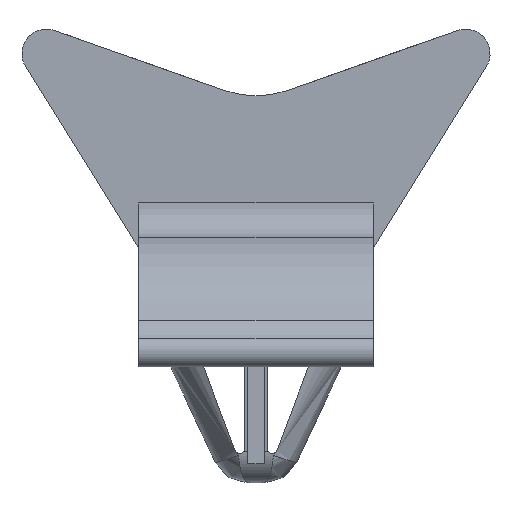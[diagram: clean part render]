
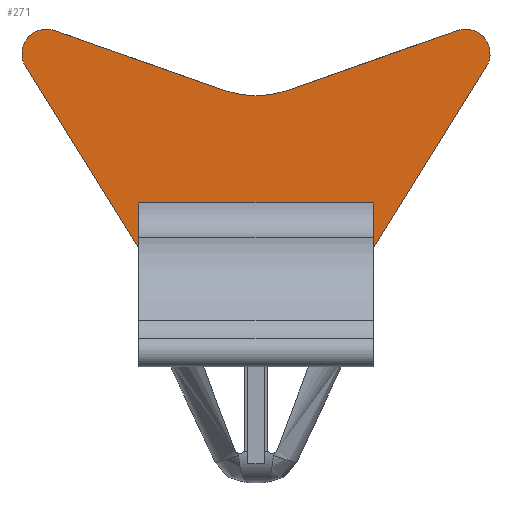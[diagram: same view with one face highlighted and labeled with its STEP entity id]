
A CAD part, front view. The second image highlights one B-rep face of the part: STEP entity #271.
In plain terms, the highlighted planar face has unit normal (0, -1, 0).
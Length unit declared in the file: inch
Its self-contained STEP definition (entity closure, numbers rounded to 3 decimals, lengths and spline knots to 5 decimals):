
#186=CIRCLE('',#1984,0.08268);
#187=CIRCLE('',#1988,0.08268);
#188=CIRCLE('',#1990,0.31496);
#271=ADVANCED_FACE('',(#416),#364,.T.);
#364=PLANE('',#1992);
#416=FACE_OUTER_BOUND('',#512,.T.);
#512=EDGE_LOOP('',(#671,#672,#673,#674,#675,#676,#677,#678,#679,#680));
#671=ORIENTED_EDGE('',*,*,#1405,.T.);
#672=ORIENTED_EDGE('',*,*,#1406,.F.);
#673=ORIENTED_EDGE('',*,*,#1398,.T.);
#674=ORIENTED_EDGE('',*,*,#1401,.F.);
#675=ORIENTED_EDGE('',*,*,#1407,.T.);
#676=ORIENTED_EDGE('',*,*,#1403,.F.);
#677=ORIENTED_EDGE('',*,*,#1408,.F.);
#678=ORIENTED_EDGE('',*,*,#1393,.T.);
#679=ORIENTED_EDGE('',*,*,#1396,.F.);
#680=ORIENTED_EDGE('',*,*,#1409,.T.);
#1203=VERTEX_POINT('',#2763);
#1204=VERTEX_POINT('',#2765);
#1205=VERTEX_POINT('',#2769);
#1206=VERTEX_POINT('',#2773);
#1207=VERTEX_POINT('',#2775);
#1208=VERTEX_POINT('',#2779);
#1209=VERTEX_POINT('',#2783);
#1210=VERTEX_POINT('',#2785);
#1211=VERTEX_POINT('',#2789);
#1212=VERTEX_POINT('',#2790);
#1393=EDGE_CURVE('',#1204,#1203,#186,.T.);
#1396=EDGE_CURVE('',#1205,#1203,#1665,.T.);
#1398=EDGE_CURVE('',#1207,#1206,#1667,.T.);
#1401=EDGE_CURVE('',#1208,#1206,#187,.T.);
#1403=EDGE_CURVE('',#1209,#1210,#188,.T.);
#1405=EDGE_CURVE('',#1211,#1212,#1672,.T.);
#1406=EDGE_CURVE('',#1207,#1212,#1673,.T.);
#1407=EDGE_CURVE('',#1208,#1210,#1674,.T.);
#1408=EDGE_CURVE('',#1204,#1209,#1675,.T.);
#1409=EDGE_CURVE('',#1205,#1211,#1676,.T.);
#1665=LINE('',#2770,#1833);
#1667=LINE('',#2774,#1835);
#1672=LINE('',#2788,#1840);
#1673=LINE('',#2791,#1841);
#1674=LINE('',#2792,#1842);
#1675=LINE('',#2793,#1843);
#1676=LINE('',#2794,#1844);
#1833=VECTOR('',#2222,1.);
#1835=VECTOR('',#2226,1.);
#1840=VECTOR('',#2241,1.);
#1841=VECTOR('',#2242,1.);
#1842=VECTOR('',#2243,1.);
#1843=VECTOR('',#2244,1.);
#1844=VECTOR('',#2245,1.);
#1984=AXIS2_PLACEMENT_3D('',#2764,#2216,#2217);
#1988=AXIS2_PLACEMENT_3D('',#2780,#2231,#2232);
#1990=AXIS2_PLACEMENT_3D('',#2784,#2236,#2237);
#1992=AXIS2_PLACEMENT_3D('',#2795,#2246,#2247);
#2216=DIRECTION('',(0.,-1.,0.));
#2217=DIRECTION('',(1.,0.,0.));
#2222=DIRECTION('',(-0.528,0.,0.849));
#2226=DIRECTION('',(0.528,0.,0.849));
#2231=DIRECTION('',(0.,1.,0.));
#2232=DIRECTION('',(-1.,0.,0.));
#2236=DIRECTION('',(0.,-1.,0.));
#2237=DIRECTION('',(1.,0.,0.));
#2241=DIRECTION('',(1.,0.,0.));
#2242=DIRECTION('',(0.,0.,1.));
#2243=DIRECTION('',(-0.943,0.,-0.332));
#2244=DIRECTION('',(0.943,0.,-0.332));
#2245=DIRECTION('',(0.,0.,1.));
#2246=DIRECTION('',(0.,-1.,0.));
#2247=DIRECTION('',(0.,0.,-1.));
#2763=CARTESIAN_POINT('',(-0.77492,-0.3937,0.61262));
#2764=CARTESIAN_POINT('',(-0.70472,-0.3937,0.6563));
#2765=CARTESIAN_POINT('',(-0.67724,-0.3937,0.73427));
#2769=CARTESIAN_POINT('',(-0.3937,-0.3937,0.));
#2770=CARTESIAN_POINT('',(-0.3937,-0.3937,0.));
#2773=CARTESIAN_POINT('',(0.77492,-0.3937,0.61262));
#2774=CARTESIAN_POINT('',(0.3937,-0.3937,0.));
#2775=CARTESIAN_POINT('',(0.3937,-0.3937,0.));
#2779=CARTESIAN_POINT('',(0.67724,-0.3937,0.73427));
#2780=CARTESIAN_POINT('',(0.70472,-0.3937,0.6563));
#2783=CARTESIAN_POINT('',(-0.1047,-0.3937,0.53248));
#2784=CARTESIAN_POINT('',(0.,-0.3937,0.82953));
#2785=CARTESIAN_POINT('',(0.1047,-0.3937,0.53248));
#2788=CARTESIAN_POINT('',(-0.70472,-0.3937,0.1541));
#2789=CARTESIAN_POINT('',(-0.3937,-0.3937,0.1541));
#2790=CARTESIAN_POINT('',(0.3937,-0.3937,0.1541));
#2791=CARTESIAN_POINT('',(0.3937,-0.3937,0.6563));
#2792=CARTESIAN_POINT('',(0.67724,-0.3937,0.73427));
#2793=CARTESIAN_POINT('',(-0.67724,-0.3937,0.73427));
#2794=CARTESIAN_POINT('',(-0.3937,-0.3937,0.6563));
#2795=CARTESIAN_POINT('',(-0.70472,-0.3937,0.6563));
